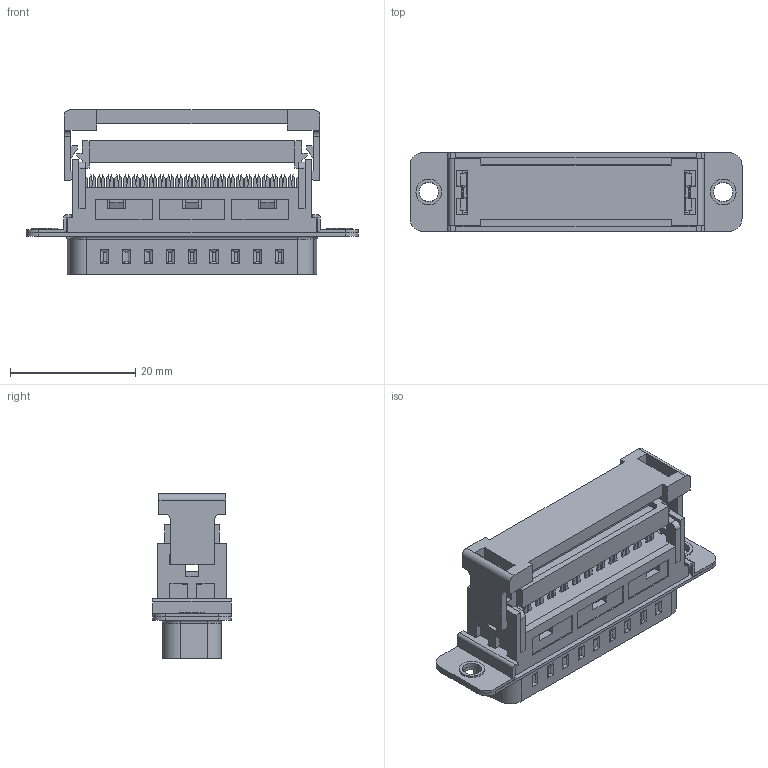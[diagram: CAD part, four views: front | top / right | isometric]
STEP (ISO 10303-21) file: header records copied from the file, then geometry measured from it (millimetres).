
FILE_DESCRIPTION(/* description */ ('Alibre Inc.'),/* implementation_level */ '2;1');
FILE_NAME(/* name */ 'export-752ED5FB-567B-46CE-BF13-E1496E008B2C',/* time_stamp */ '2023-01-14T11:21:30+01:00',/* author */ (''),/* organization */ (''),/* preprocessor_version */ 'ST-DEVELOPER v17',/* originating_system */ 'Alibre',/* authorisation */ '');
FILE_SCHEMA (('AUTOMOTIVE_DESIGN'));
Length unit declared in the file: millimetre
Products named in the file (8): 618025221823_Socle; 618025221x23; 618025221x23_PAD; 618025221x23_Strain_Relief; 6180xx221823_PIN; 6180xx221x23_FLANGE; 618025221823; 6180xx221823
Bounding box: 53.09 x 12.55 x 26.3 mm (x, y, z)
Volume: 5561.4 mm3; surface area: 10444.4 mm2
Topology: 32 solids, 32 shells, 1211 faces, 3154 edges, 2047 vertices
Faces by surface type: plane 891, cylinder 287, cone 25, torus 8
Full cylindrical faces by diameter (mm): 1 x50, 3.05 x2, 3.1 x2, 4.1 x2
Entity records: 23771 total; most frequent: CARTESIAN_POINT 4210, ORIENTED_EDGE 4100, DIRECTION 3473, EDGE_CURVE 2050, VECTOR 1725, LINE 1725, VERTEX_POINT 1351, AXIS2_PLACEMENT_3D 1134
